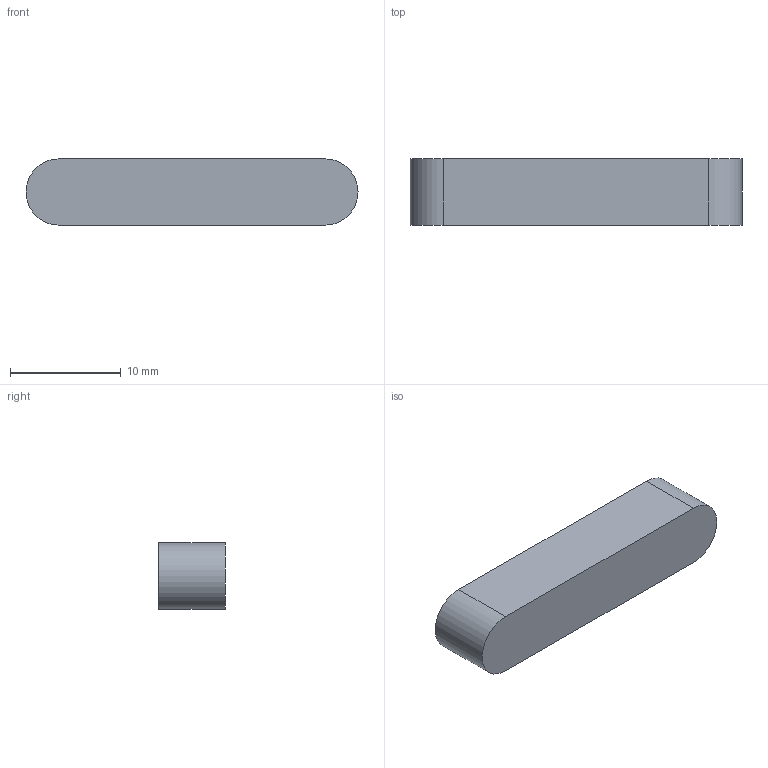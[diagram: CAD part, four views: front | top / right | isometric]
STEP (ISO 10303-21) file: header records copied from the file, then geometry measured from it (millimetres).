
FILE_DESCRIPTION( ( 'STEP AP203' ), '1' );
FILE_NAME( 'HPC - KK6-30SS.stp', '2021-01-13T13:57:19', ( 'License CC BY-ND 4.0' ), ( 'CADENAS' ), ' ', 'PARTsolutions', ' ' );
FILE_SCHEMA( ( 'CONFIG_CONTROL_DESIGN' ) );
Length unit declared in the file: millimetre
Products named in the file (1): _HPC - KK6-30SS
Bounding box: 30 x 6 x 6 mm (x, y, z)
Volume: 1033.2 mm3; surface area: 747.2 mm2
Topology: 1 solids, 1 shells, 36 faces, 90 edges, 60 vertices
Faces by surface type: plane 30, cylinder 6
Entity records: 1110 total; most frequent: CARTESIAN_POINT 187, ORIENTED_EDGE 180, DIRECTION 176, EDGE_CURVE 90, LINE 78, VECTOR 78, VERTEX_POINT 60, AXIS2_PLACEMENT_3D 49
